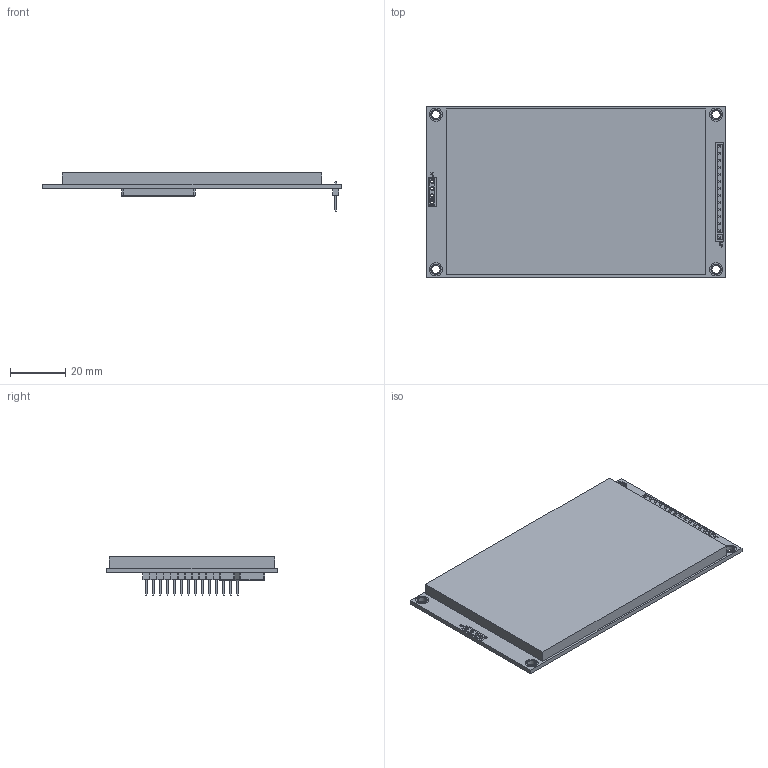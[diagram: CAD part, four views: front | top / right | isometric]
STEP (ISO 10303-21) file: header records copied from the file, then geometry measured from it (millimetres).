
FILE_DESCRIPTION (( 'STEP AP214' ), '1' );
FILE_NAME ('4.0'''' TFT SPI 480x320 Display Assembly.STEP', '2023-09-08T07:05:27', ( '' ), ( '' ), 'SwSTEP 2.0', 'SolidWorks 2021', '' );
FILE_SCHEMA (( 'AUTOMOTIVE_DESIGN' ));
Length unit declared in the file: millimetre
Products named in the file (4): PIN x16  male; 4.0'''' TFT SPI 480x320 Display; PIN 1 inch male; 4.0'''' TFT SPI 480x320 Display Assembly
Assembly tree (16 placements, depth 3):
  4.0'''' TFT SPI 480x320 Display Assembly
    4.0'''' TFT SPI 480x320 Display
    PIN x16  male
      PIN 1 inch male  x14
Bounding box: 108 x 61.75 x 13.8 mm (x, y, z)
Volume: 35220.2 mm3; surface area: 16163.4 mm2
Topology: 15 solids, 15 shells, 1013 faces, 2575 edges, 1671 vertices
Faces by surface type: plane 781, bspline 176, cylinder 50, sphere 5, torus 1
Entity records: 32732 total; most frequent: CARTESIAN_POINT 8583, ORIENTED_EDGE 3790, DIRECTION 2734, EDGE_CURVE 1895, LINE 1442, VECTOR 1442, VERTEX_POINT 1255, EDGE_LOOP 774
